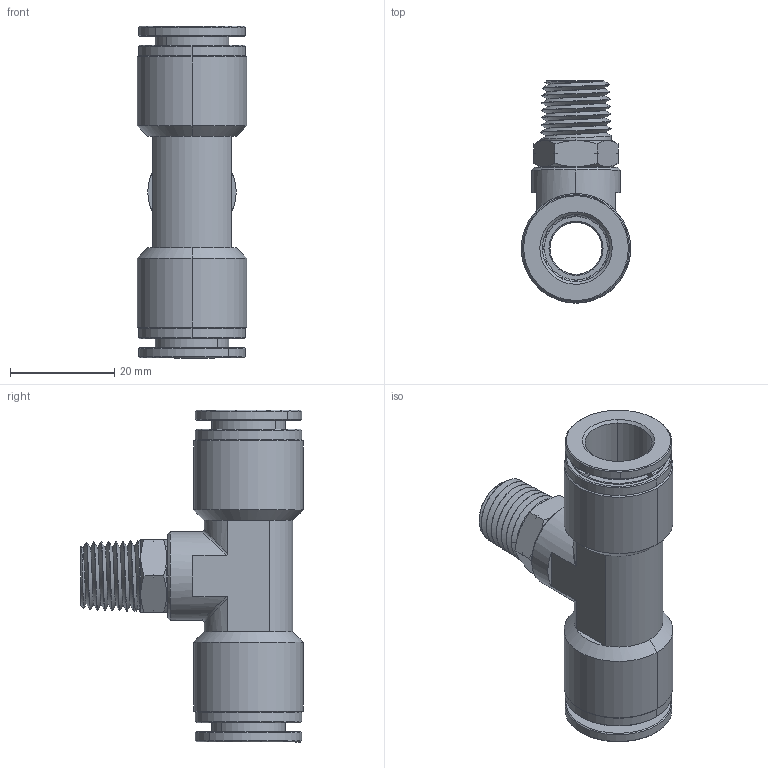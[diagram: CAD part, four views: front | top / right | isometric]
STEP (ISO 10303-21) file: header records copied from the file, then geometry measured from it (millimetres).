
FILE_DESCRIPTION (( 'STEP AP214' ), '1' );
FILE_NAME ('BTS1-2N1-4W.STEP', '2018-07-24T19:23:31', ( '' ), ( '' ), 'SwSTEP 2.0', 'SolidWorks 2016', '' );
FILE_SCHEMA (( 'AUTOMOTIVE_DESIGN' ));
Length unit declared in the file: millimetre
Products named in the file (1): BTS1-2N1-4W
Bounding box: 21 x 42.7 x 63.78 mm (x, y, z)
Volume: 12799.9 mm3; surface area: 17185.2 mm2
Topology: 12 solids, 12 shells, 970 faces, 2675 edges, 1746 vertices
Faces by surface type: plane 352, cone 335, cylinder 151, bspline 128, torus 4
Entity records: 48257 total; most frequent: CARTESIAN_POINT 14515, ORIENTED_EDGE 5350, DIRECTION 4163, EDGE_CURVE 2675, VERTEX_POINT 1746, AXIS2_PLACEMENT_3D 1695, B_SPLINE_CURVE_WITH_KNOTS 1020, EDGE_LOOP 1013
